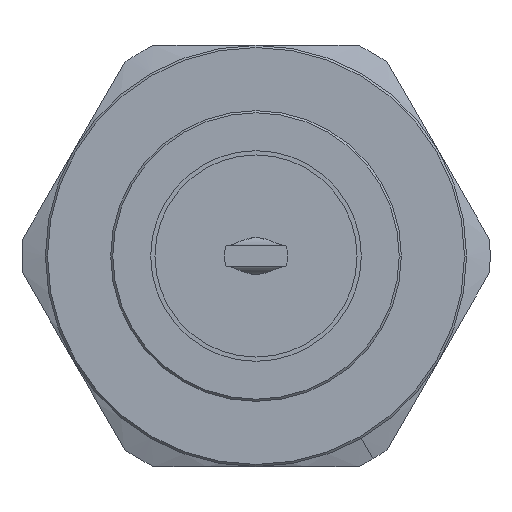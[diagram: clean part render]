
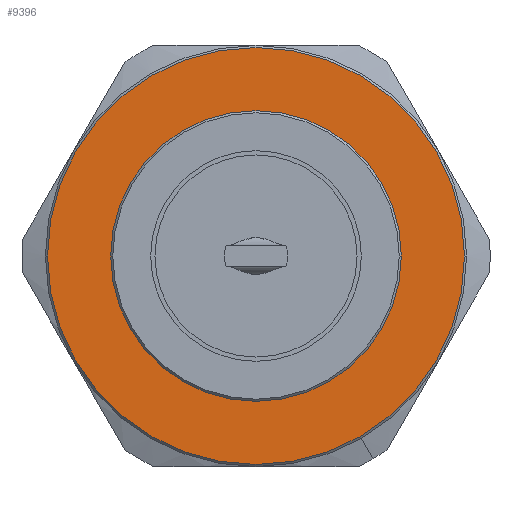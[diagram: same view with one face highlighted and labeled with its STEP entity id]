
A CAD part, left-side view. The second image highlights one B-rep face of the part: STEP entity #9396.
In plain terms, the highlighted planar face has unit normal (-1, 0, 0).
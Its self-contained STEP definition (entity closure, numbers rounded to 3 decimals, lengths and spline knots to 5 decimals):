
#1468 = AXIS2_PLACEMENT_3D ( 'NONE', #11335, #54780, #22235 ) ;
#4638 = FACE_BOUND ( 'NONE', #16009, .T. ) ;
#5443 = CARTESIAN_POINT ( 'NONE',  ( -1.093, 0.34503, 0. ) ) ;
#6162 = CIRCLE ( 'NONE', #51071, 0.34503 ) ;
#9396 = ADVANCED_FACE ( 'NONE', ( #20785, #4638 ), #60052, .F. ) ;
#11335 = CARTESIAN_POINT ( 'NONE',  ( -1.093, 0., 0. ) ) ;
#11462 = CARTESIAN_POINT ( 'NONE',  ( -1.093, 0.495, 0. ) ) ;
#11877 = CIRCLE ( 'NONE', #46418, 0.495 ) ;
#12699 = DIRECTION ( 'NONE',  ( 0., -1., 0. ) ) ;
#13772 = CIRCLE ( 'NONE', #1468, 0.495 ) ;
#16009 = EDGE_LOOP ( 'NONE', ( #17561, #40621 ) ) ;
#17136 = AXIS2_PLACEMENT_3D ( 'NONE', #17786, #60746, #49866 ) ;
#17561 = ORIENTED_EDGE ( 'NONE', *, *, #43374, .F. ) ;
#17786 = CARTESIAN_POINT ( 'NONE',  ( -1.093, 0.5, 0. ) ) ;
#18623 = DIRECTION ( 'NONE',  ( -1., 0., 0. ) ) ;
#20785 = FACE_OUTER_BOUND ( 'NONE', #37757, .T. ) ;
#22235 = DIRECTION ( 'NONE',  ( 0., 1., 0. ) ) ;
#24033 = ORIENTED_EDGE ( 'NONE', *, *, #26497, .T. ) ;
#24421 = EDGE_CURVE ( 'NONE', #38447, #48977, #6162, .T. ) ;
#26087 = VERTEX_POINT ( 'NONE', #11462 ) ;
#26497 = EDGE_CURVE ( 'NONE', #26087, #28334, #13772, .T. ) ;
#27775 = AXIS2_PLACEMENT_3D ( 'NONE', #62293, #18623, #12699 ) ;
#28334 = VERTEX_POINT ( 'NONE', #31960 ) ;
#31960 = CARTESIAN_POINT ( 'NONE',  ( -1.093, -0.495, 0. ) ) ;
#35316 = CIRCLE ( 'NONE', #27775, 0.34503 ) ;
#37289 = EDGE_CURVE ( 'NONE', #28334, #26087, #11877, .T. ) ;
#37757 = EDGE_LOOP ( 'NONE', ( #24033, #69482 ) ) ;
#38447 = VERTEX_POINT ( 'NONE', #5443 ) ;
#40621 = ORIENTED_EDGE ( 'NONE', *, *, #24421, .F. ) ;
#41506 = CARTESIAN_POINT ( 'NONE',  ( -1.093, 0., 0. ) ) ;
#42215 = DIRECTION ( 'NONE',  ( 0., 1., 0. ) ) ;
#43374 = EDGE_CURVE ( 'NONE', #48977, #38447, #35316, .T. ) ;
#45933 = CARTESIAN_POINT ( 'NONE',  ( -1.093, 0., 0. ) ) ;
#46418 = AXIS2_PLACEMENT_3D ( 'NONE', #41506, #69721, #42215 ) ;
#48977 = VERTEX_POINT ( 'NONE', #62077 ) ;
#49866 = DIRECTION ( 'NONE',  ( 0., 1., 0. ) ) ;
#51071 = AXIS2_PLACEMENT_3D ( 'NONE', #45933, #67756, #56124 ) ;
#54780 = DIRECTION ( 'NONE',  ( -1., 0., 0. ) ) ;
#56124 = DIRECTION ( 'NONE',  ( 0., -1., 0. ) ) ;
#60052 = PLANE ( 'NONE',  #17136 ) ;
#60746 = DIRECTION ( 'NONE',  ( 1., 0., 0. ) ) ;
#62077 = CARTESIAN_POINT ( 'NONE',  ( -1.093, -0.34503, 0. ) ) ;
#62293 = CARTESIAN_POINT ( 'NONE',  ( -1.093, 0., 0. ) ) ;
#67756 = DIRECTION ( 'NONE',  ( -1., 0., 0. ) ) ;
#69482 = ORIENTED_EDGE ( 'NONE', *, *, #37289, .T. ) ;
#69721 = DIRECTION ( 'NONE',  ( -1., 0., 0. ) ) ;
